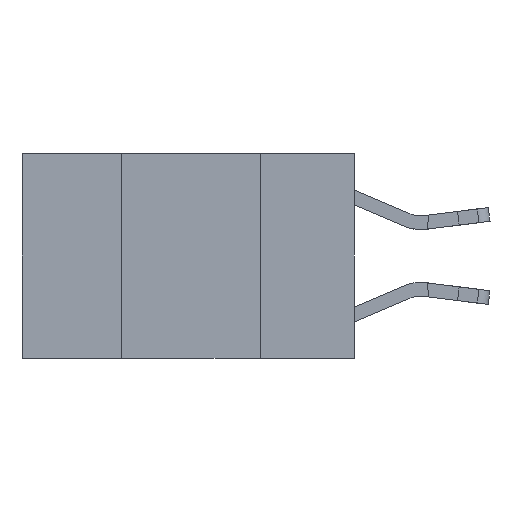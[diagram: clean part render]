
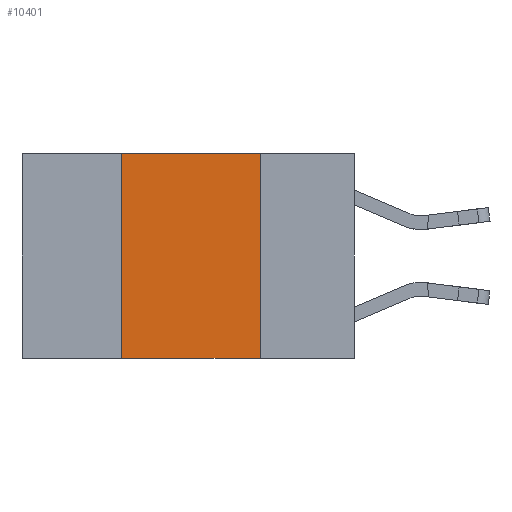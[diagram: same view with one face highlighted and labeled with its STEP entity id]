
A CAD part, left-side view. The second image highlights one B-rep face of the part: STEP entity #10401.
In plain terms, the highlighted planar face has unit normal (-1, 0, 0).
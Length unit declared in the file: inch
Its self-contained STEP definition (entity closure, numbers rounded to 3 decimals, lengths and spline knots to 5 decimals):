
#641 = EDGE_LOOP ( 'NONE', ( #7211, #972, #3495, #9456 ) ) ;
#972 = ORIENTED_EDGE ( 'NONE', *, *, #18405, .F. ) ;
#976 = DIRECTION ( 'NONE',  ( 0., 0., -1. ) ) ;
#1066 = VERTEX_POINT ( 'NONE', #11441 ) ;
#1149 = DIRECTION ( 'NONE',  ( 0., 0., 1. ) ) ;
#1879 = LINE ( 'NONE', #2762, #19301 ) ;
#2762 = CARTESIAN_POINT ( 'NONE',  ( 0., 0.17, 0. ) ) ;
#3495 = ORIENTED_EDGE ( 'NONE', *, *, #11662, .F. ) ;
#4312 = VERTEX_POINT ( 'NONE', #14455 ) ;
#5025 = CARTESIAN_POINT ( 'NONE',  ( 0., 0.42, 0. ) ) ;
#5627 = VECTOR ( 'NONE', #1149, 39.37008 ) ;
#6157 = LINE ( 'NONE', #12649, #5627 ) ;
#6974 = VERTEX_POINT ( 'NONE', #15884 ) ;
#7211 = ORIENTED_EDGE ( 'NONE', *, *, #9135, .F. ) ;
#8979 = FACE_OUTER_BOUND ( 'NONE', #641, .T. ) ;
#9132 = PLANE ( 'NONE',  #20885 ) ;
#9135 = EDGE_CURVE ( 'NONE', #6974, #1066, #1879, .T. ) ;
#9355 = DIRECTION ( 'NONE',  ( 0., 0., -1. ) ) ;
#9456 = ORIENTED_EDGE ( 'NONE', *, *, #11382, .T. ) ;
#10401 = ADVANCED_FACE ( 'NONE', ( #8979 ), #9132, .F. ) ;
#10780 = VECTOR ( 'NONE', #14838, 39.37008 ) ;
#10810 = DIRECTION ( 'NONE',  ( 1., 0., 0. ) ) ;
#11382 = EDGE_CURVE ( 'NONE', #4312, #1066, #19471, .T. ) ;
#11441 = CARTESIAN_POINT ( 'NONE',  ( 0., 0.17, -0.37 ) ) ;
#11662 = EDGE_CURVE ( 'NONE', #4312, #16707, #6157, .T. ) ;
#11778 = VECTOR ( 'NONE', #14543, 39.37008 ) ;
#12649 = CARTESIAN_POINT ( 'NONE',  ( 0., 0.42, 0. ) ) ;
#13160 = CARTESIAN_POINT ( 'NONE',  ( 0., 0.6, -0.37 ) ) ;
#14455 = CARTESIAN_POINT ( 'NONE',  ( 0., 0.42, -0.37 ) ) ;
#14543 = DIRECTION ( 'NONE',  ( 0., -1., 0. ) ) ;
#14838 = DIRECTION ( 'NONE',  ( 0., -1., 0. ) ) ;
#15884 = CARTESIAN_POINT ( 'NONE',  ( 0., 0.17, 0. ) ) ;
#16178 = LINE ( 'NONE', #20969, #11778 ) ;
#16707 = VERTEX_POINT ( 'NONE', #5025 ) ;
#18405 = EDGE_CURVE ( 'NONE', #16707, #6974, #16178, .T. ) ;
#19301 = VECTOR ( 'NONE', #9355, 39.37008 ) ;
#19471 = LINE ( 'NONE', #13160, #10780 ) ;
#20589 = CARTESIAN_POINT ( 'NONE',  ( 0., 0.6, 0. ) ) ;
#20885 = AXIS2_PLACEMENT_3D ( 'NONE', #20589, #10810, #976 ) ;
#20969 = CARTESIAN_POINT ( 'NONE',  ( 0., 0.6, 0. ) ) ;
